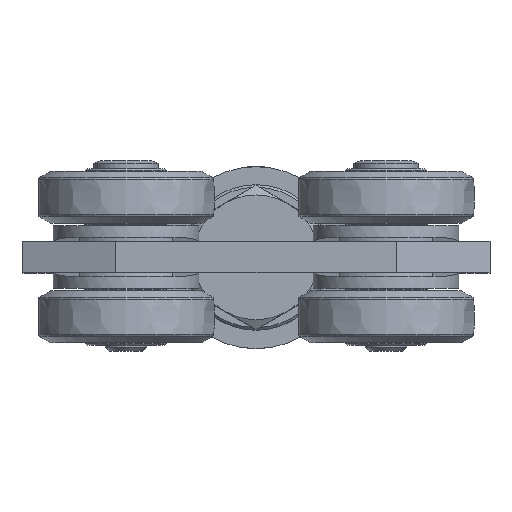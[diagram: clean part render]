
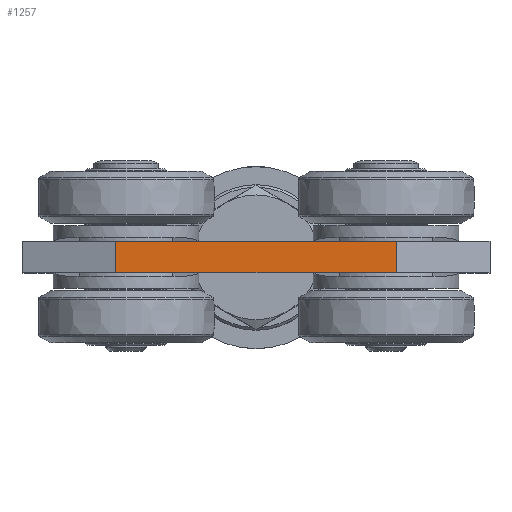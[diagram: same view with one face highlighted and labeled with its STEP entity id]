
A CAD part, top view. The second image highlights one B-rep face of the part: STEP entity #1257.
In plain terms, the highlighted planar face has unit normal (0, 0, 1).
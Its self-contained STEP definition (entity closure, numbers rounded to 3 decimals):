
#1257=ADVANCED_FACE('',(#2530),#2531,.T.);
#2530=FACE_OUTER_BOUND('',#4345,.T.);
#2531=PLANE('',#4346);
#4345=EDGE_LOOP('',(#7117,#7118,#7119,#7120));
#4346=AXIS2_PLACEMENT_3D('',#7121,#7122,#7123);
#7117=ORIENTED_EDGE('',*,*,#9993,.T.);
#7118=ORIENTED_EDGE('',*,*,#9994,.F.);
#7119=ORIENTED_EDGE('',*,*,#9627,.F.);
#7120=ORIENTED_EDGE('',*,*,#9995,.F.);
#7121=CARTESIAN_POINT('',(-604.127,1207.291,463.631));
#7122=DIRECTION('',(0.,0.,1.));
#7123=DIRECTION('',(1.,0.,0.));
#9627=EDGE_CURVE('',#10931,#10933,#10934,.T.);
#9993=EDGE_CURVE('',#11536,#11537,#11538,.T.);
#9994=EDGE_CURVE('',#10933,#11537,#11539,.T.);
#9995=EDGE_CURVE('',#11536,#10931,#11540,.T.);
#10931=VERTEX_POINT('',#12787);
#10933=VERTEX_POINT('',#12790);
#10934=LINE('',#12791,#12792);
#11536=VERTEX_POINT('',#13846);
#11537=VERTEX_POINT('',#13847);
#11538=LINE('',#13848,#13849);
#11539=LINE('',#13850,#13851);
#11540=LINE('',#13852,#13853);
#12787=CARTESIAN_POINT('',(-550.127,1201.291,463.631));
#12790=CARTESIAN_POINT('',(-604.127,1201.291,463.631));
#12791=CARTESIAN_POINT('',(-577.094,1201.291,463.631));
#12792=VECTOR('',#16015,1.);
#13846=CARTESIAN_POINT('',(-550.127,1207.291,463.631));
#13847=CARTESIAN_POINT('',(-604.127,1207.291,463.631));
#13848=CARTESIAN_POINT('',(-604.127,1207.291,463.631));
#13849=VECTOR('',#16545,1.);
#13850=CARTESIAN_POINT('',(-604.127,1207.291,463.631));
#13851=VECTOR('',#16546,1.);
#13852=CARTESIAN_POINT('',(-550.127,1207.291,463.631));
#13853=VECTOR('',#16547,1.);
#16015=DIRECTION('',(-1.,0.,0.));
#16545=DIRECTION('',(-1.,0.,0.));
#16546=DIRECTION('',(0.,1.,0.));
#16547=DIRECTION('',(0.,-1.,0.));
